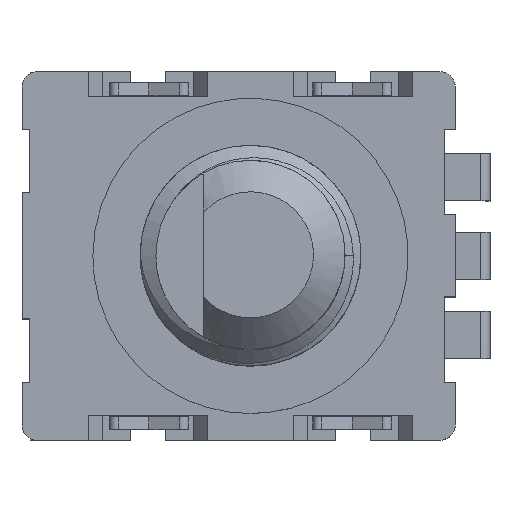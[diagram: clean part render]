
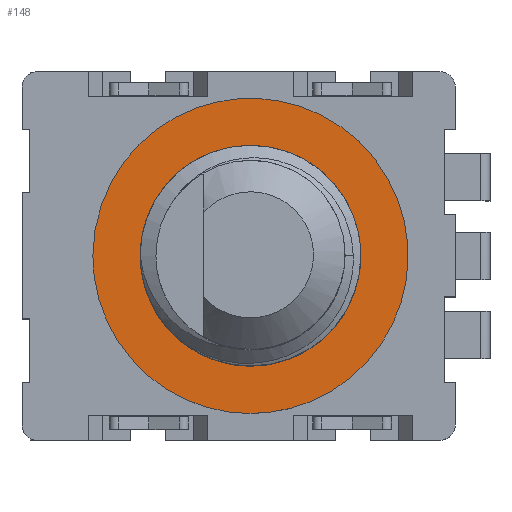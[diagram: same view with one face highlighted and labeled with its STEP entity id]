
A CAD part, top view. The second image highlights one B-rep face of the part: STEP entity #148.
In plain terms, the highlighted planar face has unit normal (0, 0, 1).
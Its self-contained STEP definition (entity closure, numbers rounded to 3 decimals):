
#148=ADVANCED_FACE('',(#498),#5550,.T.);
#498=FACE_OUTER_BOUND('',#851,.T.);
#851=EDGE_LOOP('',(#1438));
#1438=ORIENTED_EDGE('',*,*,#3138,.F.);
#3138=EDGE_CURVE('',#4995,#4995,#4767,.T.);
#4767=(
BOUNDED_CURVE()
B_SPLINE_CURVE(2,(#9164,#9165,#9166,#9167,#9168,#9169,#9170,#9171,#9172),
 .UNSPECIFIED.,.T.,.F.)
B_SPLINE_CURVE_WITH_KNOTS((3,2,2,2,3),(0.,7.854,15.708,
23.562,31.416),.UNSPECIFIED.)
CURVE()
GEOMETRIC_REPRESENTATION_ITEM()
RATIONAL_B_SPLINE_CURVE((1.,0.707,1.,0.707,1.,0.707,
1.,0.707,1.))
REPRESENTATION_ITEM('')
);
#4995=VERTEX_POINT('',#8879);
#5550=PLANE('',#5920);
#5920=AXIS2_PLACEMENT_3D('',#8615,#6188,$);
#6188=DIRECTION('',(0.,0.,1.));
#8615=CARTESIAN_POINT('',(-5.1,5.1,6.6));
#8879=CARTESIAN_POINT('',(-5.,0.,6.6));
#9164=CARTESIAN_POINT('',(-5.,0.,6.6));
#9165=CARTESIAN_POINT('',(-5.,5.,6.6));
#9166=CARTESIAN_POINT('',(0.,5.,6.6));
#9167=CARTESIAN_POINT('',(5.,5.,6.6));
#9168=CARTESIAN_POINT('',(5.,0.,6.6));
#9169=CARTESIAN_POINT('',(5.,-5.,6.6));
#9170=CARTESIAN_POINT('',(0.,-5.,6.6));
#9171=CARTESIAN_POINT('',(-5.,-5.,6.6));
#9172=CARTESIAN_POINT('',(-5.,0.,6.6));
